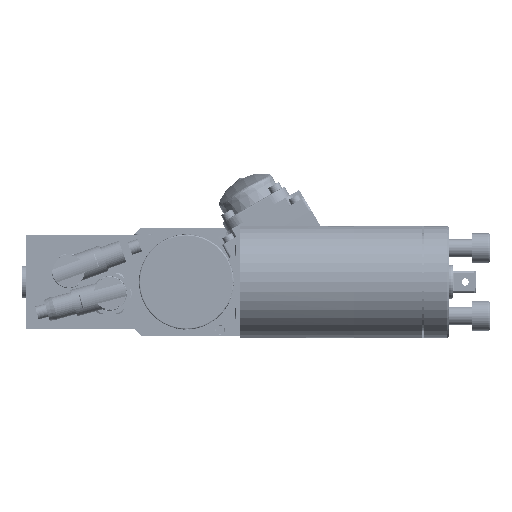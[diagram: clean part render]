
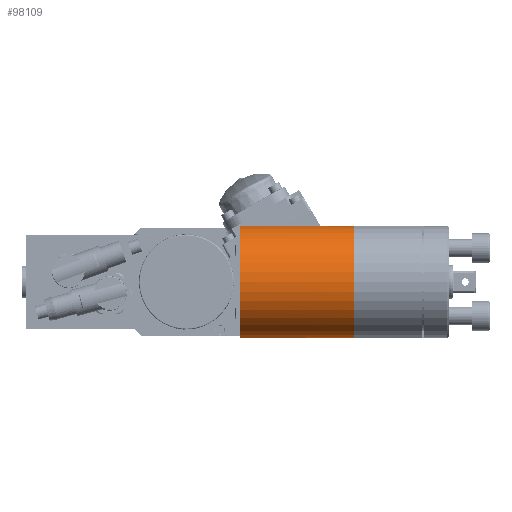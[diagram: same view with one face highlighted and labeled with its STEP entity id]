
A CAD part, left-side view. The second image highlights one B-rep face of the part: STEP entity #98109.
In plain terms, the highlighted cylindrical face has radius 25 mm (diameter 50 mm), a partial arc.
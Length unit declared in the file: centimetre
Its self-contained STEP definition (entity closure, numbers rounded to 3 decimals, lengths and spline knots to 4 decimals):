
#2130=CYLINDRICAL_SURFACE('',#104523,2.5);
#3351=LINE('',#146665,#10758);
#3377=LINE('',#146770,#10784);
#10758=VECTOR('',#113094,5.05);
#10784=VECTOR('',#113146,5.05);
#25334=FACE_OUTER_BOUND('',#30830,.T.);
#30830=EDGE_LOOP('',(#71699,#71700,#71701,#71702,#71703,#71704));
#35981=B_SPLINE_CURVE_WITH_KNOTS('',3,(#146667,#146668,#146669,#146670,
#146671,#146672),.UNSPECIFIED.,.F.,.F.,(4,1,1,4),(0.,0.3333,0.6667,
0.9995),.UNSPECIFIED.);
#35984=B_SPLINE_CURVE_WITH_KNOTS('',3,(#146763,#146764,#146765,#146766,
#146767,#146768),.UNSPECIFIED.,.F.,.F.,(4,1,1,4),(0.0012,0.3333,
0.6667,1.),.UNSPECIFIED.);
#39019=CIRCLE('',#104522,2.5);
#39020=CIRCLE('',#104524,2.5);
#42962=VERTEX_POINT('',#146662);
#42963=VERTEX_POINT('',#146664);
#42964=VERTEX_POINT('',#146666);
#42995=VERTEX_POINT('',#146760);
#42996=VERTEX_POINT('',#146762);
#42997=VERTEX_POINT('',#146769);
#52847=EDGE_CURVE('',#42962,#42963,#3351,.T.);
#52848=EDGE_CURVE('',#42963,#42964,#35981,.T.);
#52885=EDGE_CURVE('',#42995,#42996,#35984,.T.);
#52886=EDGE_CURVE('',#42997,#42996,#3377,.T.);
#54796=EDGE_CURVE('',#42962,#42997,#39019,.T.);
#54801=EDGE_CURVE('',#42964,#42995,#39020,.T.);
#71699=ORIENTED_EDGE('',*,*,#54796,.T.);
#71700=ORIENTED_EDGE('',*,*,#52886,.T.);
#71701=ORIENTED_EDGE('',*,*,#52885,.F.);
#71702=ORIENTED_EDGE('',*,*,#54801,.F.);
#71703=ORIENTED_EDGE('',*,*,#52848,.F.);
#71704=ORIENTED_EDGE('',*,*,#52847,.F.);
#98109=ADVANCED_FACE('',(#25334),#2130,.T.);
#104522=AXIS2_PLACEMENT_3D('',#155028,#117257,#117258);
#104523=AXIS2_PLACEMENT_3D('',#155037,#117263,#117264);
#104524=AXIS2_PLACEMENT_3D('',#155038,#117265,#117266);
#113094=DIRECTION('',(0.,-1.,0.));
#113146=DIRECTION('',(0.,-1.,0.));
#117257=DIRECTION('center_axis',(0.,-1.,0.));
#117258=DIRECTION('ref_axis',(0.,0.,
1.));
#117263=DIRECTION('center_axis',(0.,1.,0.));
#117264=DIRECTION('ref_axis',(0.,0.,
1.));
#117265=DIRECTION('center_axis',(0.,-1.,0.));
#117266=DIRECTION('ref_axis',(-0.02,0.,
1.));
#146662=CARTESIAN_POINT('',(-8.65,2.55,2.5));
#146664=CARTESIAN_POINT('',(-8.65,-2.5,2.5));
#146665=CARTESIAN_POINT('',(-8.65,2.55,2.5));
#146666=CARTESIAN_POINT('',(-8.6999,-2.5,2.4998));
#146667=CARTESIAN_POINT('Ctrl Pts',(-8.65,-2.5,2.5));
#146668=CARTESIAN_POINT('Ctrl Pts',(-8.6556,-2.5,2.5));
#146669=CARTESIAN_POINT('Ctrl Pts',(-8.6667,-2.5,2.5));
#146670=CARTESIAN_POINT('Ctrl Pts',(-8.6833,-2.5,2.5001));
#146671=CARTESIAN_POINT('Ctrl Pts',(-8.6944,-2.5,2.4998));
#146672=CARTESIAN_POINT('Ctrl Pts',(-8.6999,-2.5,2.4998));
#146760=CARTESIAN_POINT('',(-8.6998,-2.5,-2.4998));
#146762=CARTESIAN_POINT('',(-8.65,-2.5,-2.5));
#146763=CARTESIAN_POINT('Ctrl Pts',(-8.6998,-2.5,-2.4998));
#146764=CARTESIAN_POINT('Ctrl Pts',(-8.6942,-2.5,-2.4998));
#146765=CARTESIAN_POINT('Ctrl Pts',(-8.6833,-2.5,-2.5001));
#146766=CARTESIAN_POINT('Ctrl Pts',(-8.6667,-2.5,-2.5));
#146767=CARTESIAN_POINT('Ctrl Pts',(-8.6556,-2.5,-2.5));
#146768=CARTESIAN_POINT('Ctrl Pts',(-8.65,-2.5,-2.5));
#146769=CARTESIAN_POINT('',(-8.65,2.55,-2.5));
#146770=CARTESIAN_POINT('',(-8.65,2.55,-2.5));
#155028=CARTESIAN_POINT('Origin',(-8.65,2.55,0.));
#155037=CARTESIAN_POINT('Origin',(-8.65,2.55,0.));
#155038=CARTESIAN_POINT('Origin',(-8.65,-2.5,0.));
